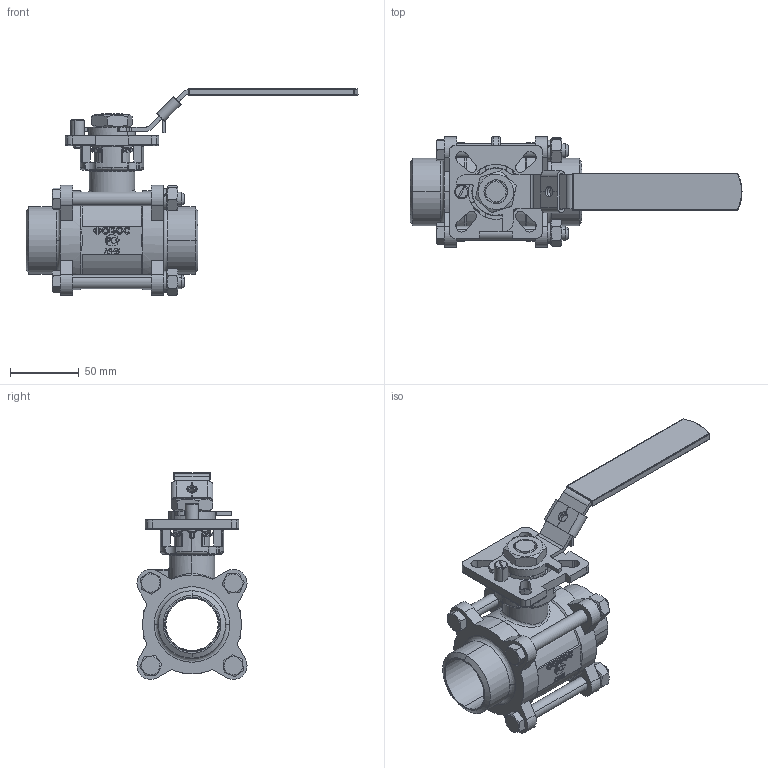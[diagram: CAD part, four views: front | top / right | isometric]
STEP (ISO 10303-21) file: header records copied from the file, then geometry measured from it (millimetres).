
FILE_DESCRIPTION((''),'2;1');
FILE_NAME('ÔÁ39 320 040 700.stp','2012-02-16T10:43:32',('Ãîíòàðåâ ÏÃ'),(''),'Autodesk Inventor 9','Autodesk Inventor 9','');
FILE_SCHEMA(('AUTOMOTIVE_DESIGN { 1 0 10303 214 1 1 1 1 }'));
Length unit declared in the file: millimetre
Products named in the file (1): 埡39 320 040 700
Bounding box: 241.49 x 80.1 x 150.55 mm (x, y, z)
Volume: 363607.5 mm3; surface area: 128256 mm2
Topology: 1 solids, 6 shells, 1191 faces, 3233 edges, 2058 vertices
Faces by surface type: plane 480, cylinder 290, bspline 234, cone 114, torus 55, sphere 18
Entity records: 43116 total; most frequent: CARTESIAN_POINT 14239, ORIENTED_EDGE 6416, DIRECTION 5653, EDGE_CURVE 3208, AXIS2_PLACEMENT_3D 2053, VERTEX_POINT 2052, VECTOR 1547, LINE 1547
